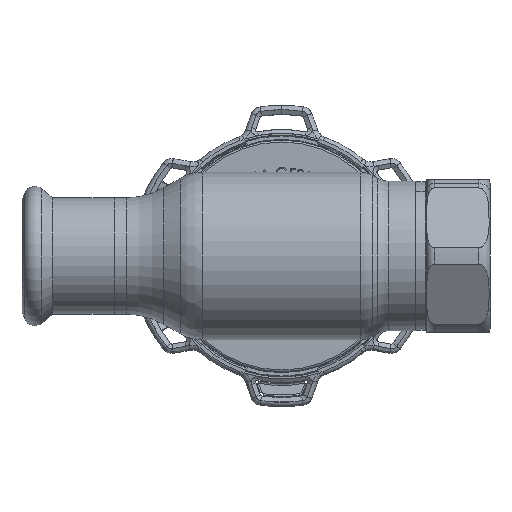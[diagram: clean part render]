
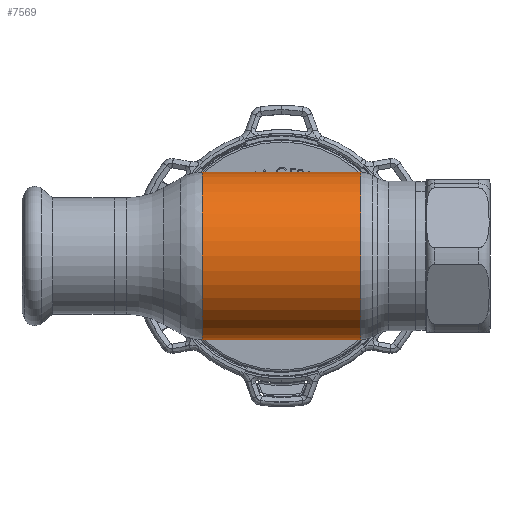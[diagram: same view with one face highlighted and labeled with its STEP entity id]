
A CAD part, front view. The second image highlights one B-rep face of the part: STEP entity #7569.
In plain terms, the highlighted cylindrical face has radius 22.5 mm (diameter 45 mm), a partial arc.
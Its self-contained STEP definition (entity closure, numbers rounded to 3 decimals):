
#1593 = EDGE_CURVE ( 'NONE', #29148, #33395, #4299, .T. ) ;
#1718 = DIRECTION ( 'NONE',  ( 0., 0., 1. ) ) ;
#3607 = DIRECTION ( 'NONE',  ( 0., 0., 1. ) ) ;
#4299 = LINE ( 'NONE', #13359, #36337 ) ;
#4614 = LINE ( 'NONE', #33891, #38364 ) ;
#4824 = FACE_OUTER_BOUND ( 'NONE', #9827, .T. ) ;
#5468 = DIRECTION ( 'NONE',  ( 0., 0., 1. ) ) ;
#6371 = VERTEX_POINT ( 'NONE', #27876 ) ;
#7569 = ADVANCED_FACE ( 'NONE', ( #4824 ), #21026, .T. ) ;
#9827 = EDGE_LOOP ( 'NONE', ( #37322, #31549, #19151, #17765 ) ) ;
#10070 = CIRCLE ( 'NONE', #13406, 22.5 ) ;
#11175 = CIRCLE ( 'NONE', #30020, 22.5 ) ;
#13359 = CARTESIAN_POINT ( 'NONE',  ( -62.69, 0., -22.5 ) ) ;
#13406 = AXIS2_PLACEMENT_3D ( 'NONE', #38188, #28916, #3607 ) ;
#14697 = VERTEX_POINT ( 'NONE', #35077 ) ;
#15002 = EDGE_CURVE ( 'NONE', #33395, #6371, #11175, .T. ) ;
#17038 = DIRECTION ( 'NONE',  ( -1., 0., 0. ) ) ;
#17196 = CARTESIAN_POINT ( 'NONE',  ( 21.285, 0., -22.5 ) ) ;
#17765 = ORIENTED_EDGE ( 'NONE', *, *, #15002, .F. ) ;
#17889 = EDGE_CURVE ( 'NONE', #29148, #14697, #10070, .T. ) ;
#19151 = ORIENTED_EDGE ( 'NONE', *, *, #28925, .T. ) ;
#19660 = DIRECTION ( 'NONE',  ( -1., 0., 0. ) ) ;
#21026 = CYLINDRICAL_SURFACE ( 'NONE', #33306, 22.5 ) ;
#24077 = CARTESIAN_POINT ( 'NONE',  ( -21.285, 0., 0. ) ) ;
#25345 = CARTESIAN_POINT ( 'NONE',  ( -21.285, 0., -22.5 ) ) ;
#27574 = DIRECTION ( 'NONE',  ( -1., 0., 0. ) ) ;
#27876 = CARTESIAN_POINT ( 'NONE',  ( -21.285, 0., 22.5 ) ) ;
#28916 = DIRECTION ( 'NONE',  ( -1., 0., 0. ) ) ;
#28925 = EDGE_CURVE ( 'NONE', #14697, #6371, #4614, .T. ) ;
#29148 = VERTEX_POINT ( 'NONE', #17196 ) ;
#30020 = AXIS2_PLACEMENT_3D ( 'NONE', #24077, #36525, #1718 ) ;
#31549 = ORIENTED_EDGE ( 'NONE', *, *, #17889, .T. ) ;
#33306 = AXIS2_PLACEMENT_3D ( 'NONE', #34310, #27574, #5468 ) ;
#33395 = VERTEX_POINT ( 'NONE', #25345 ) ;
#33891 = CARTESIAN_POINT ( 'NONE',  ( -62.69, 0., 22.5 ) ) ;
#34310 = CARTESIAN_POINT ( 'NONE',  ( -62.69, 0., 0. ) ) ;
#35077 = CARTESIAN_POINT ( 'NONE',  ( 21.285, 0., 22.5 ) ) ;
#36337 = VECTOR ( 'NONE', #19660, 1000. ) ;
#36525 = DIRECTION ( 'NONE',  ( -1., 0., 0. ) ) ;
#37322 = ORIENTED_EDGE ( 'NONE', *, *, #1593, .F. ) ;
#38188 = CARTESIAN_POINT ( 'NONE',  ( 21.285, 0., 0. ) ) ;
#38364 = VECTOR ( 'NONE', #17038, 1000. ) ;
